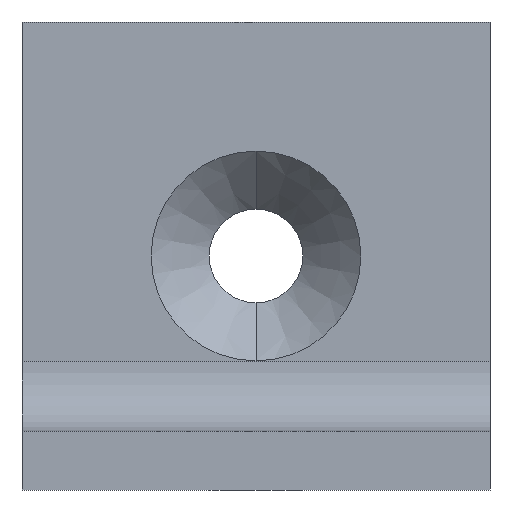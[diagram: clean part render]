
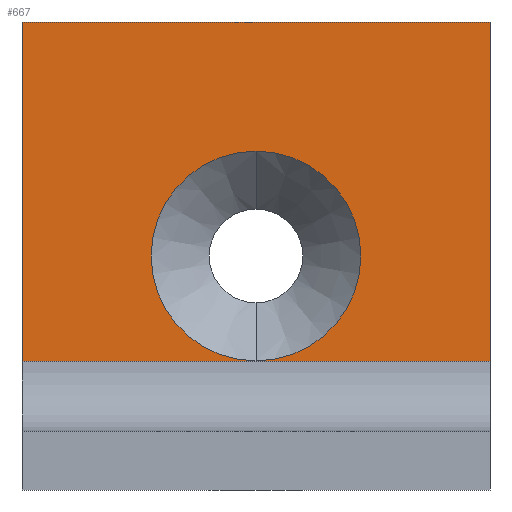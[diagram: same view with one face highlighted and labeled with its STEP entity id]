
A CAD part, front view. The second image highlights one B-rep face of the part: STEP entity #667.
In plain terms, the highlighted planar face has unit normal (0, -1, 0).
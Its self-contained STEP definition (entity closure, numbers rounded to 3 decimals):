
#264=CARTESIAN_POINT('',(20.0,35.0,11.04));
#265=VERTEX_POINT('',#264);
#272=CARTESIAN_POINT('',(20.0,35.,28.96));
#273=VERTEX_POINT('',#272);
#274=CARTESIAN_POINT('',(20.0,35.,20.0));
#275=DIRECTION('',(0.0,1.0,0.0));
#276=DIRECTION('',(0.0,0.0,-1.0));
#277=AXIS2_PLACEMENT_3D('',#274,#275,#276);
#278=CIRCLE('',#277,8.96);
#279=EDGE_CURVE('',#273,#265,#278,.T.);
#409=CARTESIAN_POINT('',(20.0,35.,20.0));
#410=DIRECTION('',(0.0,1.0,0.0));
#411=DIRECTION('',(0.0,0.0,-1.0));
#412=AXIS2_PLACEMENT_3D('',#409,#410,#411);
#413=CIRCLE('',#412,8.96);
#414=EDGE_CURVE('',#265,#273,#413,.T.);
#605=CARTESIAN_POINT('',(40.0,35.0,11.0));
#606=VERTEX_POINT('',#605);
#614=CARTESIAN_POINT('',(0.0,35.0,11.0));
#615=VERTEX_POINT('',#614);
#616=CARTESIAN_POINT('',(0.0,35.0,11.0));
#617=DIRECTION('',(1.0,0.0,0.0));
#618=VECTOR('',#617,40.0);
#619=LINE('',#616,#618);
#620=EDGE_CURVE('',#615,#606,#619,.T.);
#633=CARTESIAN_POINT('',(0.0,35.0,11.0));
#634=DIRECTION('',(0.0,-1.0,0.0));
#635=DIRECTION('',(1.0,0.0,0.0));
#636=AXIS2_PLACEMENT_3D('',#633,#634,#635);
#637=PLANE('',#636);
#638=CARTESIAN_POINT('',(40.0,35.0,40.0));
#639=VERTEX_POINT('',#638);
#640=CARTESIAN_POINT('',(40.0,35.0,11.0));
#641=DIRECTION('',(0.0,0.0,1.0));
#642=VECTOR('',#641,29.0);
#643=LINE('',#640,#642);
#644=EDGE_CURVE('',#606,#639,#643,.T.);
#645=ORIENTED_EDGE('',*,*,#644,.T.);
#646=CARTESIAN_POINT('',(0.0,35.0,40.0));
#647=VERTEX_POINT('',#646);
#648=CARTESIAN_POINT('',(0.0,35.0,40.0));
#649=DIRECTION('',(1.0,0.0,0.0));
#650=VECTOR('',#649,40.0);
#651=LINE('',#648,#650);
#652=EDGE_CURVE('',#647,#639,#651,.T.);
#653=ORIENTED_EDGE('',*,*,#652,.F.);
#654=CARTESIAN_POINT('',(0.0,35.0,11.0));
#655=DIRECTION('',(0.0,0.0,1.0));
#656=VECTOR('',#655,29.0);
#657=LINE('',#654,#656);
#658=EDGE_CURVE('',#615,#647,#657,.T.);
#659=ORIENTED_EDGE('',*,*,#658,.F.);
#660=ORIENTED_EDGE('',*,*,#620,.T.);
#661=EDGE_LOOP('',(#645,#653,#659,#660));
#662=FACE_OUTER_BOUND('',#661,.T.);
#663=ORIENTED_EDGE('',*,*,#414,.T.);
#664=ORIENTED_EDGE('',*,*,#279,.T.);
#665=EDGE_LOOP('',(#663,#664));
#666=FACE_BOUND('',#665,.T.);
#667=ADVANCED_FACE('',(#662,#666),#637,.T.);
